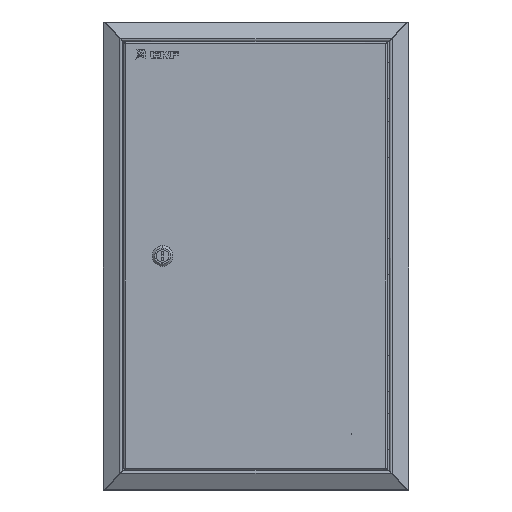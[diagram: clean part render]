
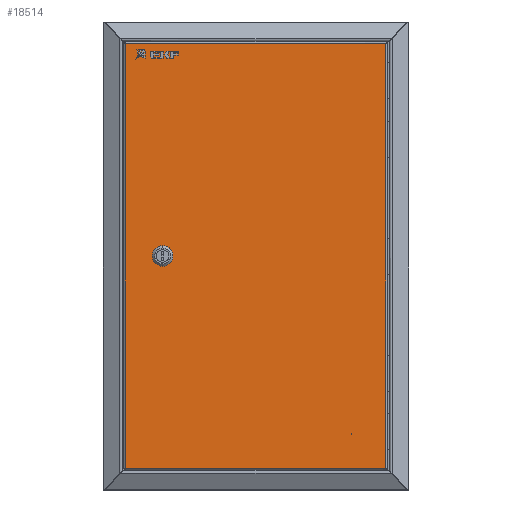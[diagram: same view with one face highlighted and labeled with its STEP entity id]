
A CAD part, top view. The second image highlights one B-rep face of the part: STEP entity #18514.
In plain terms, the highlighted face is planar.
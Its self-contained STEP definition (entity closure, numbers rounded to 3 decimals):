
#90 = DIRECTION ( 'NONE',  ( -1., 0., 0. ) ) ;
#164 = VERTEX_POINT ( 'NONE', #22554 ) ;
#263 = DIRECTION ( 'NONE',  ( 0., 1., 0. ) ) ;
#580 = VECTOR ( 'NONE', #1946, 1000. ) ;
#1166 = CIRCLE ( 'NONE', #3235, 0.5 ) ;
#1512 = ORIENTED_EDGE ( 'NONE', *, *, #3043, .T. ) ;
#1828 = VERTEX_POINT ( 'NONE', #23635 ) ;
#1831 = CARTESIAN_POINT ( 'NONE',  ( -43., 237.5, -0.7 ) ) ;
#1946 = DIRECTION ( 'NONE',  ( 1., 0., 0. ) ) ;
#2205 = VERTEX_POINT ( 'NONE', #25245 ) ;
#2561 = CARTESIAN_POINT ( 'NONE',  ( -291.2, 1.7, -0.7 ) ) ;
#3043 = EDGE_CURVE ( 'NONE', #28367, #25852, #28571, .T. ) ;
#3112 = CARTESIAN_POINT ( 'NONE',  ( -1.7, 1.7, -0.7 ) ) ;
#3235 = AXIS2_PLACEMENT_3D ( 'NONE', #4476, #21335, #6875 ) ;
#3439 = LINE ( 'NONE', #30572, #580 ) ;
#3479 = ORIENTED_EDGE ( 'NONE', *, *, #26015, .T. ) ;
#3865 = EDGE_CURVE ( 'NONE', #23858, #9316, #4105, .T. ) ;
#4105 = CIRCLE ( 'NONE', #24723, 9.25 ) ;
#4197 = DIRECTION ( 'NONE',  ( -1., 0., 0. ) ) ;
#4476 = CARTESIAN_POINT ( 'NONE',  ( -252.9, 40., -0.7 ) ) ;
#5565 = VERTEX_POINT ( 'NONE', #26539 ) ;
#6875 = DIRECTION ( 'NONE',  ( -1., 0., 0. ) ) ;
#6916 = LINE ( 'NONE', #17653, #22354 ) ;
#6987 = ORIENTED_EDGE ( 'NONE', *, *, #24128, .T. ) ;
#7145 = LINE ( 'NONE', #14689, #17664 ) ;
#7477 = LINE ( 'NONE', #27687, #15866 ) ;
#8391 = ORIENTED_EDGE ( 'NONE', *, *, #15071, .F. ) ;
#8497 = LINE ( 'NONE', #26572, #20519 ) ;
#8948 = EDGE_CURVE ( 'NONE', #25852, #12320, #7145, .T. ) ;
#9316 = VERTEX_POINT ( 'NONE', #15080 ) ;
#9521 = ORIENTED_EDGE ( 'NONE', *, *, #22450, .F. ) ;
#9721 = CARTESIAN_POINT ( 'NONE',  ( -0.841, 1.7, -0.7 ) ) ;
#10971 = ORIENTED_EDGE ( 'NONE', *, *, #8948, .T. ) ;
#11379 = CIRCLE ( 'NONE', #20785, 9.25 ) ;
#11584 = ORIENTED_EDGE ( 'NONE', *, *, #3865, .F. ) ;
#11902 = EDGE_CURVE ( 'NONE', #2205, #23858, #8497, .T. ) ;
#12320 = VERTEX_POINT ( 'NONE', #14475 ) ;
#12782 = DIRECTION ( 'NONE',  ( 0., 0., 1. ) ) ;
#12862 = DIRECTION ( 'NONE',  ( 0., -1., 0. ) ) ;
#13138 = CARTESIAN_POINT ( 'NONE',  ( -253.4, 40., -0.7 ) ) ;
#13548 = AXIS2_PLACEMENT_3D ( 'NONE', #28760, #14522, #90 ) ;
#14000 = CARTESIAN_POINT ( 'NONE',  ( -43., 237.5, -0.7 ) ) ;
#14218 = EDGE_LOOP ( 'NONE', ( #18767, #9521, #8391, #11584 ) ) ;
#14475 = CARTESIAN_POINT ( 'NONE',  ( -291.2, 473.3, -0.7 ) ) ;
#14520 = CIRCLE ( 'NONE', #13548, 0.5 ) ;
#14522 = DIRECTION ( 'NONE',  ( 0., 0., -1. ) ) ;
#14689 = CARTESIAN_POINT ( 'NONE',  ( -291.2, 0.841, -0.7 ) ) ;
#15071 = EDGE_CURVE ( 'NONE', #9316, #5565, #7477, .T. ) ;
#15080 = CARTESIAN_POINT ( 'NONE',  ( -51.5, 233.851, -0.7 ) ) ;
#15866 = VECTOR ( 'NONE', #30056, 1000. ) ;
#16454 = DIRECTION ( 'NONE',  ( -1., 0., 0. ) ) ;
#17267 = ORIENTED_EDGE ( 'NONE', *, *, #30367, .F. ) ;
#17653 = CARTESIAN_POINT ( 'NONE',  ( -1.7, 474.159, -0.7 ) ) ;
#17664 = VECTOR ( 'NONE', #263, 1000. ) ;
#18514 = ADVANCED_FACE ( 'NONE', ( #23151, #22471, #21958 ), #26950, .F. ) ;
#18663 = DIRECTION ( 'NONE',  ( 0., 0., -1. ) ) ;
#18767 = ORIENTED_EDGE ( 'NONE', *, *, #11902, .F. ) ;
#19629 = CARTESIAN_POINT ( 'NONE',  ( -34.5, 233.851, -0.7 ) ) ;
#20519 = VECTOR ( 'NONE', #28952, 1000. ) ;
#20785 = AXIS2_PLACEMENT_3D ( 'NONE', #1831, #18663, #4197 ) ;
#21078 = VERTEX_POINT ( 'NONE', #13138 ) ;
#21335 = DIRECTION ( 'NONE',  ( 0., 0., -1. ) ) ;
#21337 = EDGE_CURVE ( 'NONE', #1828, #21078, #1166, .T. ) ;
#21958 = FACE_OUTER_BOUND ( 'NONE', #26295, .T. ) ;
#22354 = VECTOR ( 'NONE', #12862, 1000. ) ;
#22450 = EDGE_CURVE ( 'NONE', #5565, #2205, #11379, .T. ) ;
#22471 = FACE_BOUND ( 'NONE', #14218, .T. ) ;
#22554 = CARTESIAN_POINT ( 'NONE',  ( -1.7, 473.3, -0.7 ) ) ;
#23151 = FACE_BOUND ( 'NONE', #23681, .T. ) ;
#23635 = CARTESIAN_POINT ( 'NONE',  ( -252.4, 40., -0.7 ) ) ;
#23681 = EDGE_LOOP ( 'NONE', ( #17267, #26176 ) ) ;
#23858 = VERTEX_POINT ( 'NONE', #19629 ) ;
#24128 = EDGE_CURVE ( 'NONE', #12320, #164, #3439, .T. ) ;
#24683 = CARTESIAN_POINT ( 'NONE',  ( 0., 0., -0.7 ) ) ;
#24723 = AXIS2_PLACEMENT_3D ( 'NONE', #14000, #30624, #16454 ) ;
#24866 = AXIS2_PLACEMENT_3D ( 'NONE', #24683, #12782, #29453 ) ;
#25245 = CARTESIAN_POINT ( 'NONE',  ( -34.5, 241.149, -0.7 ) ) ;
#25852 = VERTEX_POINT ( 'NONE', #2561 ) ;
#26015 = EDGE_CURVE ( 'NONE', #164, #28367, #6916, .T. ) ;
#26176 = ORIENTED_EDGE ( 'NONE', *, *, #21337, .F. ) ;
#26295 = EDGE_LOOP ( 'NONE', ( #3479, #1512, #10971, #6987 ) ) ;
#26357 = DIRECTION ( 'NONE',  ( -1., 0., 0. ) ) ;
#26539 = CARTESIAN_POINT ( 'NONE',  ( -51.5, 241.149, -0.7 ) ) ;
#26572 = CARTESIAN_POINT ( 'NONE',  ( -34.5, 241.149, -0.7 ) ) ;
#26950 = PLANE ( 'NONE',  #24866 ) ;
#27687 = CARTESIAN_POINT ( 'NONE',  ( -51.5, 241.149, -0.7 ) ) ;
#28298 = VECTOR ( 'NONE', #26357, 1000. ) ;
#28367 = VERTEX_POINT ( 'NONE', #3112 ) ;
#28571 = LINE ( 'NONE', #9721, #28298 ) ;
#28760 = CARTESIAN_POINT ( 'NONE',  ( -252.9, 40., -0.7 ) ) ;
#28952 = DIRECTION ( 'NONE',  ( 0., -1., 0. ) ) ;
#29453 = DIRECTION ( 'NONE',  ( 1., 0., 0. ) ) ;
#30056 = DIRECTION ( 'NONE',  ( 0., 1., 0. ) ) ;
#30367 = EDGE_CURVE ( 'NONE', #21078, #1828, #14520, .T. ) ;
#30572 = CARTESIAN_POINT ( 'NONE',  ( -292.059, 473.3, -0.7 ) ) ;
#30624 = DIRECTION ( 'NONE',  ( 0., 0., -1. ) ) ;
